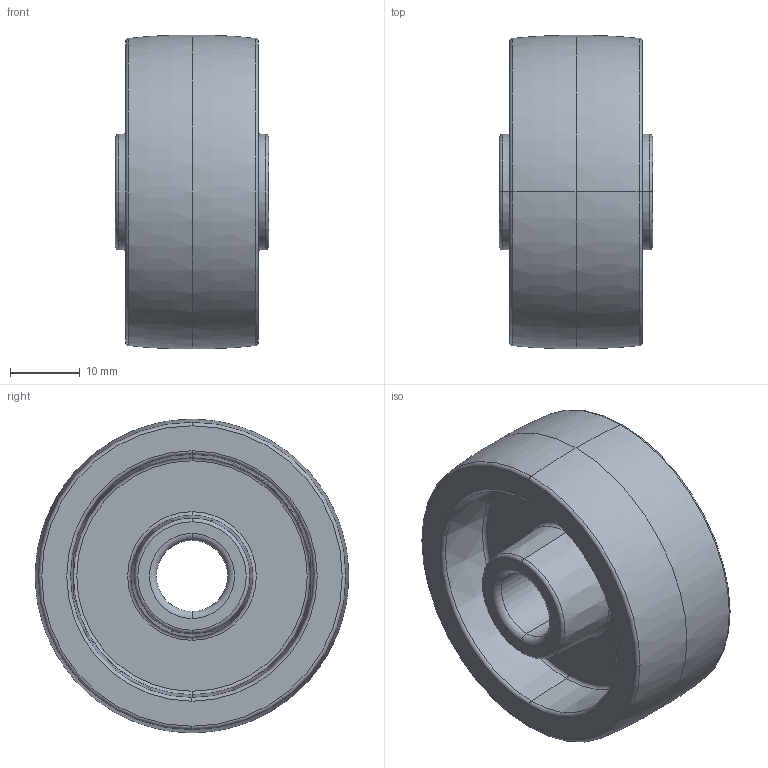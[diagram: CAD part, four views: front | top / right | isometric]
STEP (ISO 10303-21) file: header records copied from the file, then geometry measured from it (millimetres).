
FILE_DESCRIPTION (( 'STEP AP214' ), '1' );
FILE_NAME ('0022687.step', '2022-04-11T10:29:52', ( '' ), ( '' ), 'SwSTEP 2.0', 'SolidWorks 2020', '' );
FILE_SCHEMA (( 'AUTOMOTIVE_DESIGN' ));
Length unit declared in the file: millimetre
Products named in the file (1): 0022687
Bounding box: 22 x 45 x 45 mm (x, y, z)
Volume: 17359.7 mm3; surface area: 8668.5 mm2
Topology: 1 solids, 1 shells, 42 faces, 84 edges, 48 vertices
Faces by surface type: torus 26, cone 8, plane 6, cylinder 2
Entity records: 1610 total; most frequent: DIRECTION 244, CARTESIAN_POINT 175, ORIENTED_EDGE 168, AXIS2_PLACEMENT_3D 117, EDGE_CURVE 84, CIRCLE 74, VERTEX_POINT 48, EDGE_LOOP 48
